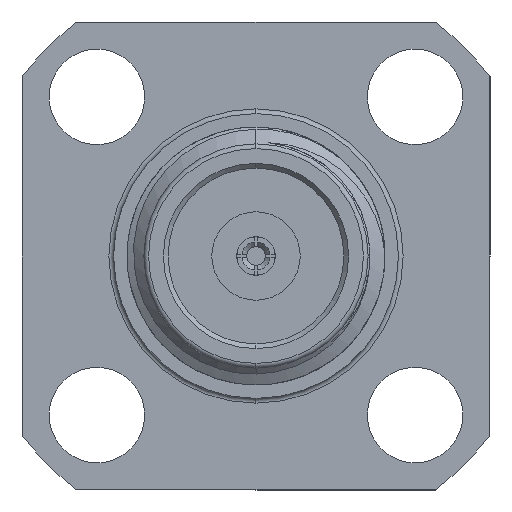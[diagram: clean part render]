
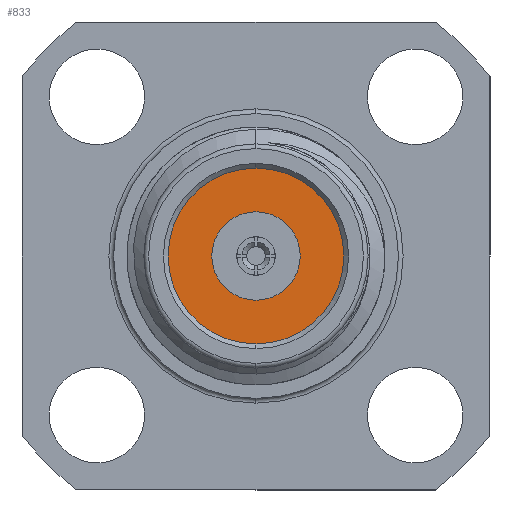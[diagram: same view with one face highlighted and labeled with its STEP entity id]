
A CAD part, left-side view. The second image highlights one B-rep face of the part: STEP entity #833.
In plain terms, the highlighted planar face has unit normal (-1, 0, 0).
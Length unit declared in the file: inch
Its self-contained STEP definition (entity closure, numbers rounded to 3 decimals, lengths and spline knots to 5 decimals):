
#126 = ORIENTED_EDGE ( 'NONE', *, *, #7734, .F. ) ;
#611 = ORIENTED_EDGE ( 'NONE', *, *, #698, .T. ) ;
#698 = EDGE_CURVE ( 'NONE', #1729, #7668, #5639, .T. ) ;
#833 = ADVANCED_FACE ( 'NONE', ( #5432, #4814 ), #3249, .T. ) ;
#1199 = EDGE_CURVE ( 'NONE', #7668, #1729, #7350, .T. ) ;
#1381 = ORIENTED_EDGE ( 'NONE', *, *, #6661, .F. ) ;
#1533 = DIRECTION ( 'NONE',  ( 0., 0., 1. ) ) ;
#1729 = VERTEX_POINT ( 'NONE', #6970 ) ;
#1956 = CARTESIAN_POINT ( 'NONE',  ( -0.30142, 0., 0. ) ) ;
#2039 = AXIS2_PLACEMENT_3D ( 'NONE', #3133, #7731, #5152 ) ;
#2115 = DIRECTION ( 'NONE',  ( 0., 0., 1. ) ) ;
#2743 = DIRECTION ( 'NONE',  ( -1., 0., 0. ) ) ;
#2805 = CARTESIAN_POINT ( 'NONE',  ( -0.30142, 0., -0.04724 ) ) ;
#3133 = CARTESIAN_POINT ( 'NONE',  ( -0.30142, 0., 0. ) ) ;
#3203 = CIRCLE ( 'NONE', #3415, 0.04724 ) ;
#3249 = PLANE ( 'NONE',  #4588 ) ;
#3311 = AXIS2_PLACEMENT_3D ( 'NONE', #3997, #6031, #1533 ) ;
#3415 = AXIS2_PLACEMENT_3D ( 'NONE', #7150, #3941, #4681 ) ;
#3941 = DIRECTION ( 'NONE',  ( -1., 0., 0. ) ) ;
#3997 = CARTESIAN_POINT ( 'NONE',  ( -0.30142, 0., 0. ) ) ;
#4253 = CIRCLE ( 'NONE', #2039, 0.04724 ) ;
#4588 = AXIS2_PLACEMENT_3D ( 'NONE', #1956, #5312, #5283 ) ;
#4681 = DIRECTION ( 'NONE',  ( 0., 0., 1. ) ) ;
#4758 = EDGE_LOOP ( 'NONE', ( #1381, #126 ) ) ;
#4814 = FACE_OUTER_BOUND ( 'NONE', #5619, .T. ) ;
#5152 = DIRECTION ( 'NONE',  ( 0., 0., 1. ) ) ;
#5283 = DIRECTION ( 'NONE',  ( 0., 0., 1. ) ) ;
#5312 = DIRECTION ( 'NONE',  ( -1., 0., 0. ) ) ;
#5432 = FACE_BOUND ( 'NONE', #4758, .T. ) ;
#5530 = ORIENTED_EDGE ( 'NONE', *, *, #1199, .T. ) ;
#5619 = EDGE_LOOP ( 'NONE', ( #611, #5530 ) ) ;
#5639 = CIRCLE ( 'NONE', #6077, 0.0939 ) ;
#6031 = DIRECTION ( 'NONE',  ( -1., 0., 0. ) ) ;
#6077 = AXIS2_PLACEMENT_3D ( 'NONE', #7370, #2743, #2115 ) ;
#6568 = VERTEX_POINT ( 'NONE', #7267 ) ;
#6661 = EDGE_CURVE ( 'NONE', #6568, #6977, #3203, .T. ) ;
#6880 = CARTESIAN_POINT ( 'NONE',  ( -0.30142, 0., -0.0939 ) ) ;
#6970 = CARTESIAN_POINT ( 'NONE',  ( -0.30142, 0., 0.0939 ) ) ;
#6977 = VERTEX_POINT ( 'NONE', #2805 ) ;
#7150 = CARTESIAN_POINT ( 'NONE',  ( -0.30142, 0., 0. ) ) ;
#7267 = CARTESIAN_POINT ( 'NONE',  ( -0.30142, 0., 0.04724 ) ) ;
#7350 = CIRCLE ( 'NONE', #3311, 0.0939 ) ;
#7370 = CARTESIAN_POINT ( 'NONE',  ( -0.30142, 0., 0. ) ) ;
#7668 = VERTEX_POINT ( 'NONE', #6880 ) ;
#7731 = DIRECTION ( 'NONE',  ( -1., 0., 0. ) ) ;
#7734 = EDGE_CURVE ( 'NONE', #6977, #6568, #4253, .T. ) ;
